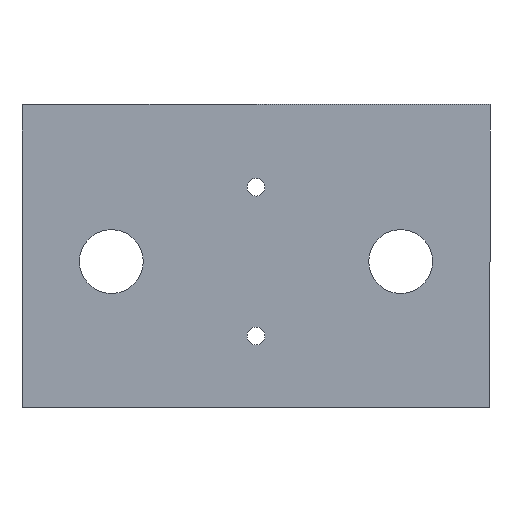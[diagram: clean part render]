
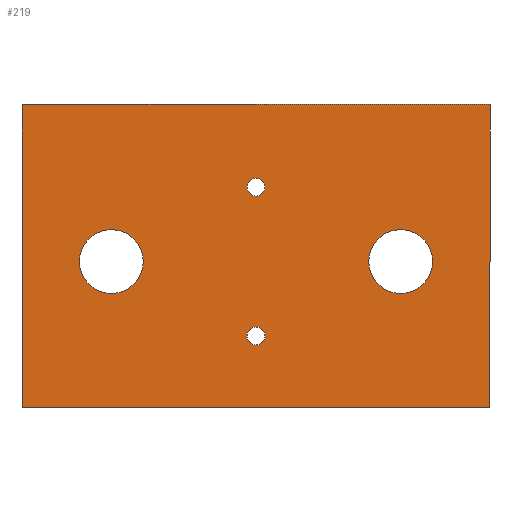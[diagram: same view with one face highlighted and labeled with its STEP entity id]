
A CAD part, front view. The second image highlights one B-rep face of the part: STEP entity #219.
In plain terms, the highlighted planar face has unit normal (0, -1, 0).
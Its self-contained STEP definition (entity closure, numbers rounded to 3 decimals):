
#2 = EDGE_LOOP ( 'NONE', ( #87, #599, #70, #355, #406, #217 ) ) ;
#13 = DIRECTION ( 'NONE',  ( 0., 0., 1. ) ) ;
#42 = LINE ( 'NONE', #293, #661 ) ;
#44 = CARTESIAN_POINT ( 'NONE',  ( -34., 0., 7.5 ) ) ;
#45 = EDGE_CURVE ( 'NONE', #47, #319, #73, .T. ) ;
#47 = VERTEX_POINT ( 'NONE', #740 ) ;
#48 = DIRECTION ( 'NONE',  ( 0., 1., 0. ) ) ;
#52 = EDGE_CURVE ( 'NONE', #1040, #202, #769, .T. ) ;
#58 = EDGE_LOOP ( 'NONE', ( #75, #840 ) ) ;
#64 = VERTEX_POINT ( 'NONE', #182 ) ;
#70 = ORIENTED_EDGE ( 'NONE', *, *, #562, .F. ) ;
#73 = LINE ( 'NONE', #199, #344 ) ;
#75 = ORIENTED_EDGE ( 'NONE', *, *, #52, .T. ) ;
#77 = CIRCLE ( 'NONE', #414, 2.1 ) ;
#78 = VERTEX_POINT ( 'NONE', #511 ) ;
#87 = ORIENTED_EDGE ( 'NONE', *, *, #680, .F. ) ;
#89 = LINE ( 'NONE', #397, #643 ) ;
#104 = DIRECTION ( 'NONE',  ( 0., 1., 0. ) ) ;
#105 = CARTESIAN_POINT ( 'NONE',  ( 34., 0., 0. ) ) ;
#106 = EDGE_CURVE ( 'NONE', #251, #47, #818, .T. ) ;
#131 = DIRECTION ( 'NONE',  ( 0., 0., 1. ) ) ;
#135 = CIRCLE ( 'NONE', #660, 7.5 ) ;
#159 = VERTEX_POINT ( 'NONE', #642 ) ;
#182 = CARTESIAN_POINT ( 'NONE',  ( -55., 0., -34.35 ) ) ;
#189 = DIRECTION ( 'NONE',  ( 0., 0., 1. ) ) ;
#199 = CARTESIAN_POINT ( 'NONE',  ( 0., 0., 36.95 ) ) ;
#202 = VERTEX_POINT ( 'NONE', #257 ) ;
#209 = DIRECTION ( 'NONE',  ( 0., 0., 1. ) ) ;
#212 = VERTEX_POINT ( 'NONE', #803 ) ;
#213 = EDGE_CURVE ( 'NONE', #202, #1040, #135, .T. ) ;
#217 = ORIENTED_EDGE ( 'NONE', *, *, #106, .F. ) ;
#218 = AXIS2_PLACEMENT_3D ( 'NONE', #105, #411, #905 ) ;
#219 = ADVANCED_FACE ( 'NONE', ( #420, #559, #403, #332, #1038 ), #888, .F. ) ;
#224 = EDGE_CURVE ( 'NONE', #212, #159, #783, .T. ) ;
#232 = CARTESIAN_POINT ( 'NONE',  ( 55., 0., 34.45 ) ) ;
#244 = EDGE_CURVE ( 'NONE', #1041, #313, #552, .T. ) ;
#251 = VERTEX_POINT ( 'NONE', #684 ) ;
#252 = CARTESIAN_POINT ( 'NONE',  ( -34., 0., 0. ) ) ;
#255 = ORIENTED_EDGE ( 'NONE', *, *, #596, .T. ) ;
#257 = CARTESIAN_POINT ( 'NONE',  ( -34., 0., -7.5 ) ) ;
#262 = CARTESIAN_POINT ( 'NONE',  ( 0., 0., 19.6 ) ) ;
#269 = CARTESIAN_POINT ( 'NONE',  ( 0., 0., 0. ) ) ;
#280 = CARTESIAN_POINT ( 'NONE',  ( 0., 0., -15.4 ) ) ;
#283 = VECTOR ( 'NONE', #471, 1000. ) ;
#293 = CARTESIAN_POINT ( 'NONE',  ( -55., 0., -34.35 ) ) ;
#313 = VERTEX_POINT ( 'NONE', #601 ) ;
#315 = AXIS2_PLACEMENT_3D ( 'NONE', #584, #914, #682 ) ;
#316 = AXIS2_PLACEMENT_3D ( 'NONE', #892, #104, #580 ) ;
#319 = VERTEX_POINT ( 'NONE', #837 ) ;
#324 = DIRECTION ( 'NONE',  ( 0., 1., 0. ) ) ;
#332 = FACE_BOUND ( 'NONE', #58, .T. ) ;
#336 = DIRECTION ( 'NONE',  ( 0., 1., 0. ) ) ;
#344 = VECTOR ( 'NONE', #1005, 1000. ) ;
#355 = ORIENTED_EDGE ( 'NONE', *, *, #422, .T. ) ;
#369 = DIRECTION ( 'NONE',  ( 0., 0., 1. ) ) ;
#394 = EDGE_CURVE ( 'NONE', #476, #872, #510, .T. ) ;
#397 = CARTESIAN_POINT ( 'NONE',  ( 55., 0., -34.35 ) ) ;
#403 = FACE_BOUND ( 'NONE', #878, .T. ) ;
#406 = ORIENTED_EDGE ( 'NONE', *, *, #45, .F. ) ;
#408 = DIRECTION ( 'NONE',  ( 0., 0., -1. ) ) ;
#411 = DIRECTION ( 'NONE',  ( 0., 1., 0. ) ) ;
#414 = AXIS2_PLACEMENT_3D ( 'NONE', #1026, #539, #13 ) ;
#416 = EDGE_LOOP ( 'NONE', ( #634, #720 ) ) ;
#417 = CIRCLE ( 'NONE', #512, 2.1 ) ;
#420 = FACE_BOUND ( 'NONE', #416, .T. ) ;
#422 = EDGE_CURVE ( 'NONE', #78, #319, #437, .T. ) ;
#437 = LINE ( 'NONE', #232, #283 ) ;
#460 = LINE ( 'NONE', #778, #698 ) ;
#465 = EDGE_CURVE ( 'NONE', #159, #212, #936, .T. ) ;
#467 = AXIS2_PLACEMENT_3D ( 'NONE', #718, #324, #209 ) ;
#471 = DIRECTION ( 'NONE',  ( 0., 0., 1. ) ) ;
#476 = VERTEX_POINT ( 'NONE', #262 ) ;
#500 = DIRECTION ( 'NONE',  ( 0., 0., 1. ) ) ;
#510 = CIRCLE ( 'NONE', #540, 2.1 ) ;
#511 = CARTESIAN_POINT ( 'NONE',  ( 55., 0., 34.45 ) ) ;
#512 = AXIS2_PLACEMENT_3D ( 'NONE', #592, #755, #993 ) ;
#539 = DIRECTION ( 'NONE',  ( 0., 1., 0. ) ) ;
#540 = AXIS2_PLACEMENT_3D ( 'NONE', #677, #48, #369 ) ;
#552 = CIRCLE ( 'NONE', #467, 2.1 ) ;
#559 = FACE_BOUND ( 'NONE', #957, .T. ) ;
#562 = EDGE_CURVE ( 'NONE', #78, #857, #89, .T. ) ;
#567 = DIRECTION ( 'NONE',  ( 0., 0., 1. ) ) ;
#580 = DIRECTION ( 'NONE',  ( 0., 0., 1. ) ) ;
#584 = CARTESIAN_POINT ( 'NONE',  ( -34., 0., 0. ) ) ;
#592 = CARTESIAN_POINT ( 'NONE',  ( 0., 0., -17.5 ) ) ;
#596 = EDGE_CURVE ( 'NONE', #872, #476, #77, .T. ) ;
#599 = ORIENTED_EDGE ( 'NONE', *, *, #625, .F. ) ;
#601 = CARTESIAN_POINT ( 'NONE',  ( 0., 0., -19.6 ) ) ;
#606 = DIRECTION ( 'NONE',  ( -1., 0., 0. ) ) ;
#613 = ORIENTED_EDGE ( 'NONE', *, *, #465, .T. ) ;
#625 = EDGE_CURVE ( 'NONE', #857, #64, #42, .T. ) ;
#634 = ORIENTED_EDGE ( 'NONE', *, *, #244, .T. ) ;
#642 = CARTESIAN_POINT ( 'NONE',  ( 34., 0., -7.5 ) ) ;
#643 = VECTOR ( 'NONE', #408, 1000. ) ;
#660 = AXIS2_PLACEMENT_3D ( 'NONE', #252, #336, #567 ) ;
#661 = VECTOR ( 'NONE', #606, 1000. ) ;
#669 = CARTESIAN_POINT ( 'NONE',  ( 55., 0., -34.35 ) ) ;
#671 = ORIENTED_EDGE ( 'NONE', *, *, #224, .T. ) ;
#677 = CARTESIAN_POINT ( 'NONE',  ( 0., 0., 17.5 ) ) ;
#680 = EDGE_CURVE ( 'NONE', #64, #251, #460, .T. ) ;
#682 = DIRECTION ( 'NONE',  ( 0., 0., 1. ) ) ;
#684 = CARTESIAN_POINT ( 'NONE',  ( -55., 0., 34.45 ) ) ;
#698 = VECTOR ( 'NONE', #131, 1000. ) ;
#718 = CARTESIAN_POINT ( 'NONE',  ( 0., 0., -17.5 ) ) ;
#720 = ORIENTED_EDGE ( 'NONE', *, *, #762, .T. ) ;
#740 = CARTESIAN_POINT ( 'NONE',  ( -55., 0., 36.95 ) ) ;
#755 = DIRECTION ( 'NONE',  ( 0., 1., 0. ) ) ;
#762 = EDGE_CURVE ( 'NONE', #313, #1041, #417, .T. ) ;
#769 = CIRCLE ( 'NONE', #315, 7.5 ) ;
#777 = ORIENTED_EDGE ( 'NONE', *, *, #394, .T. ) ;
#778 = CARTESIAN_POINT ( 'NONE',  ( -55., 0., -34.35 ) ) ;
#783 = CIRCLE ( 'NONE', #218, 7.5 ) ;
#803 = CARTESIAN_POINT ( 'NONE',  ( 34., 0., 7.5 ) ) ;
#808 = DIRECTION ( 'NONE',  ( 0., 1., 0. ) ) ;
#818 = LINE ( 'NONE', #839, #946 ) ;
#824 = CARTESIAN_POINT ( 'NONE',  ( 0., 0., 15.4 ) ) ;
#837 = CARTESIAN_POINT ( 'NONE',  ( 55., 0., 36.95 ) ) ;
#839 = CARTESIAN_POINT ( 'NONE',  ( -55., 0., 0. ) ) ;
#840 = ORIENTED_EDGE ( 'NONE', *, *, #213, .T. ) ;
#857 = VERTEX_POINT ( 'NONE', #669 ) ;
#865 = AXIS2_PLACEMENT_3D ( 'NONE', #269, #808, #500 ) ;
#872 = VERTEX_POINT ( 'NONE', #824 ) ;
#878 = EDGE_LOOP ( 'NONE', ( #671, #613 ) ) ;
#888 = PLANE ( 'NONE',  #865 ) ;
#892 = CARTESIAN_POINT ( 'NONE',  ( 34., 0., 0. ) ) ;
#905 = DIRECTION ( 'NONE',  ( 0., 0., 1. ) ) ;
#914 = DIRECTION ( 'NONE',  ( 0., 1., 0. ) ) ;
#936 = CIRCLE ( 'NONE', #316, 7.5 ) ;
#946 = VECTOR ( 'NONE', #189, 1000. ) ;
#957 = EDGE_LOOP ( 'NONE', ( #777, #255 ) ) ;
#993 = DIRECTION ( 'NONE',  ( 0., 0., 1. ) ) ;
#1005 = DIRECTION ( 'NONE',  ( 1., 0., 0. ) ) ;
#1026 = CARTESIAN_POINT ( 'NONE',  ( 0., 0., 17.5 ) ) ;
#1038 = FACE_OUTER_BOUND ( 'NONE', #2, .T. ) ;
#1040 = VERTEX_POINT ( 'NONE', #44 ) ;
#1041 = VERTEX_POINT ( 'NONE', #280 ) ;
